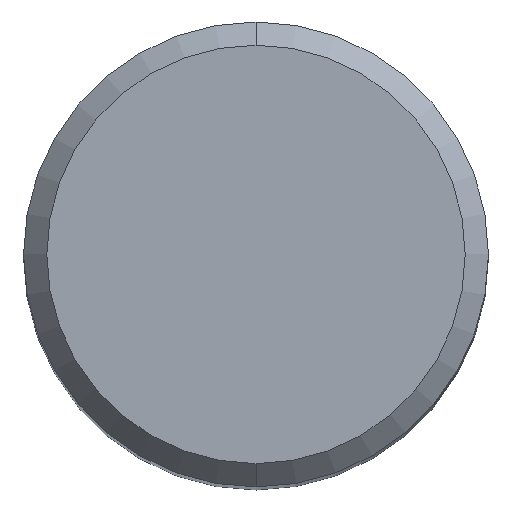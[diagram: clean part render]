
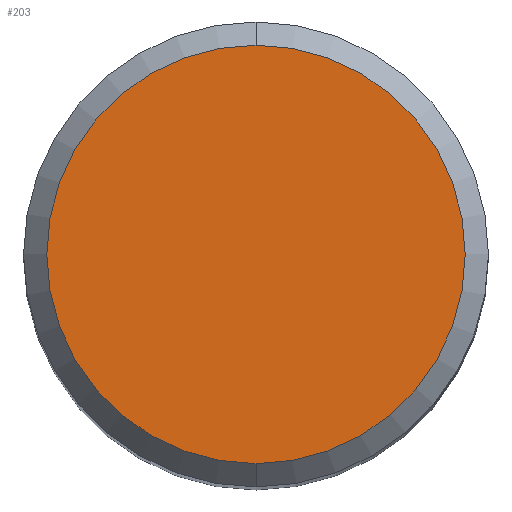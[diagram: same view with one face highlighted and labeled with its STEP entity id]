
A CAD part, top view. The second image highlights one B-rep face of the part: STEP entity #203.
In plain terms, the highlighted planar face has unit normal (0, 0, 1).
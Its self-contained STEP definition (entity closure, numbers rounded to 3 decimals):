
#119=EDGE_CURVE('',#189,#157,#273,.T.);
#157=VERTEX_POINT('',#314);
#175=EDGE_CURVE('',#157,#189,#334,.T.);
#189=VERTEX_POINT('',#349);
#203=ADVANCED_FACE('',(#365),#366,.T.);
#273=CIRCLE('',#440,4.5);
#314=CARTESIAN_POINT('',(0.,-4.5,0.));
#334=CIRCLE('',#518,4.5);
#349=CARTESIAN_POINT('',(0.0,4.5,0.));
#365=FACE_OUTER_BOUND('',#563,.T.);
#366=PLANE('',#564);
#440=AXIS2_PLACEMENT_3D('',#632,#633,#634);
#518=AXIS2_PLACEMENT_3D('',#709,#710,#711);
#563=EDGE_LOOP('',(#744,#745));
#564=AXIS2_PLACEMENT_3D('',#746,#747,#748);
#632=CARTESIAN_POINT('',(0.0,0.0,0.));
#633=DIRECTION('',(0.0,0.0,-1.0));
#634=DIRECTION('',(0.0,1.0,0.0));
#709=CARTESIAN_POINT('',(0.0,0.0,0.));
#710=DIRECTION('',(0.0,0.0,-1.0));
#711=DIRECTION('',(0.0,1.0,0.0));
#744=ORIENTED_EDGE('',*,*,#119,.F.);
#745=ORIENTED_EDGE('',*,*,#175,.F.);
#746=CARTESIAN_POINT('',(0.0,2.25,0.));
#747=DIRECTION('',(-0.0,0.0,1.0));
#748=DIRECTION('',(0.0,-1.0,0.0));
